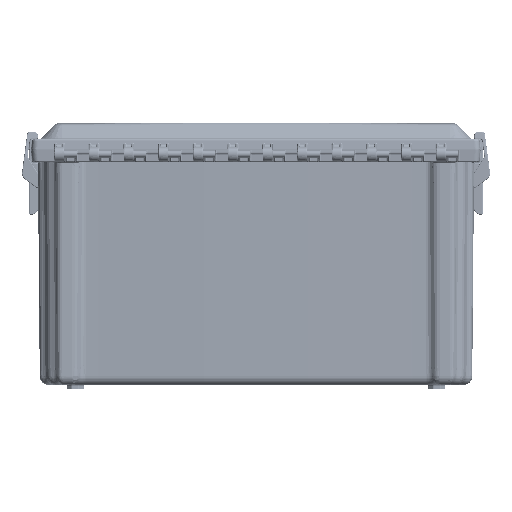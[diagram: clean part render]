
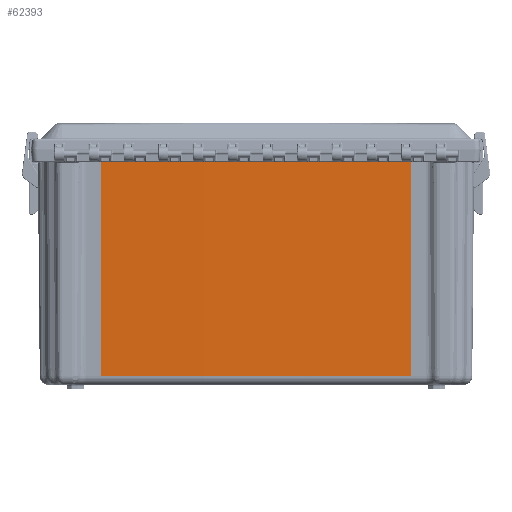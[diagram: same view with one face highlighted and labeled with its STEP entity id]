
A CAD part, left-side view. The second image highlights one B-rep face of the part: STEP entity #62393.
In plain terms, the highlighted conical face has half-angle 0.5 degrees and reference radius 6172.29 mm.
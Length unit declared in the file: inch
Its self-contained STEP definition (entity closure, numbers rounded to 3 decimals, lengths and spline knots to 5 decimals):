
#188=CONICAL_SURFACE($,#67499,243.00342,0.5);
#8314=FACE_OUTER_BOUND($,#12544,.T.);
#12544=EDGE_LOOP($,(#48523,#48524,#48525,#48526));
#16688=CIRCLE($,#67500,243.04509);
#16689=CIRCLE($,#67501,242.96176);
#20115=LINE($,#140983,#23441);
#20116=LINE($,#140989,#23442);
#23441=VECTOR($,#77974,9.54933);
#23442=VECTOR($,#77981,9.54933);
#27874=VERTEX_POINT($,#140981);
#27875=VERTEX_POINT($,#140982);
#27876=VERTEX_POINT($,#140987);
#27877=VERTEX_POINT($,#140988);
#35147=EDGE_CURVE($,#27874,#27875,#20115,.T.);
#35150=EDGE_CURVE($,#27876,#27877,#20116,.T.);
#35151=EDGE_CURVE($,#27876,#27874,#16688,.T.);
#35152=EDGE_CURVE($,#27875,#27877,#16689,.T.);
#48523=ORIENTED_EDGE($,*,*,#35150,.F.);
#48524=ORIENTED_EDGE($,*,*,#35151,.T.);
#48525=ORIENTED_EDGE($,*,*,#35147,.T.);
#48526=ORIENTED_EDGE($,*,*,#35152,.T.);
#62393=ADVANCED_FACE($,(#8314),#188,.T.);
#67499=AXIS2_PLACEMENT_3D($,#140986,#77979,#77980);
#67500=AXIS2_PLACEMENT_3D($,#140990,#77982,#77983);
#67501=AXIS2_PLACEMENT_3D($,#140991,#77984,#77985);
#77974=DIRECTION($,(0.,-1.,-0.009));
#77979=DIRECTION('center_axis',(0.,1.,0.));
#77980=DIRECTION('ref_axis',(1.,0.,0.));
#77981=DIRECTION($,(0.,-1.,-0.009));
#77982=DIRECTION('center_axis',(0.,-1.,0.));
#77983=DIRECTION('ref_axis',(0.027,0.,1.));
#77984=DIRECTION('center_axis',(0.,1.,0.));
#77985=DIRECTION('ref_axis',(-0.027,0.,1.));
#140981=CARTESIAN_POINT('',(-6.68159,-0.20443,8.14011));
#140982=CARTESIAN_POINT('',(-6.6793,-9.7534,8.05681));
#140983=CARTESIAN_POINT($,(-6.68159,-0.20443,8.14011));
#140986=CARTESIAN_POINT('Origin',(0.,-4.97892,-234.81313));
#140987=CARTESIAN_POINT('',(6.68159,-0.20443,8.14011));
#140988=CARTESIAN_POINT('',(6.6793,-9.7534,8.05681));
#140989=CARTESIAN_POINT($,(6.68159,-0.20443,8.14011));
#140990=CARTESIAN_POINT('Origin',(0.,-0.20443,-234.81313));
#140991=CARTESIAN_POINT('Origin',(0.,-9.7534,-234.81313));
